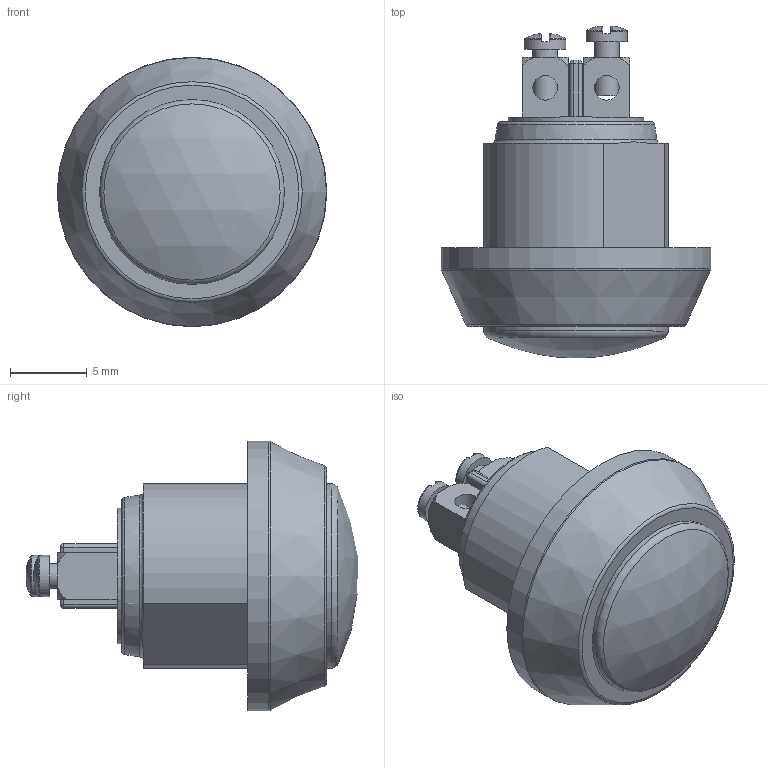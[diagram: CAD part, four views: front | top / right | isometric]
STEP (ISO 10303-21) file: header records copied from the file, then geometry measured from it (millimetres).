
FILE_DESCRIPTION((''),'2;1');
FILE_NAME('PV5S64017.stp','2011-11-10T15:28:29',('blarson'),(''),'Autodesk Inventor 11','Autodesk Inventor 11','');
FILE_SCHEMA(('AUTOMOTIVE_DESIGN { 1 0 10303 214 1 1 1 1 }'));
Length unit declared in the file: millimetre
Products named in the file (5): PV5 Screw Terminal  Assembly; PV5 Housing; PV5 Screw Terminal; PV5 Button; PV5 Screw
Assembly tree (6 placements, depth 2):
  PV5 Screw Terminal  Assembly
    PV5 Housing
    PV5 Screw Terminal  x2
    PV5 Button
    PV5 Screw  x2
Bounding box: 17.5 x 21.56 x 17.5 mm (x, y, z)
Volume: 2179.3 mm3; surface area: 1654.6 mm2
Topology: 6 solids, 6 shells, 93 faces, 209 edges, 132 vertices
Faces by surface type: plane 38, cylinder 23, bspline 17, torus 8, sphere 6, cone 1
Full cylindrical faces by diameter (mm): 1.5 x2, 1.6 x4, 2.7 x2, 8.8 x1, 9.3 x1, 12 x2, 17.5 x1
Entity records: 2540 total; most frequent: CARTESIAN_POINT 1024, DIRECTION 298, ORIENTED_EDGE 252, EDGE_CURVE 126, AXIS2_PLACEMENT_3D 125, EDGE_LOOP 94, VERTEX_POINT 88, FACE_OUTER_BOUND 68
